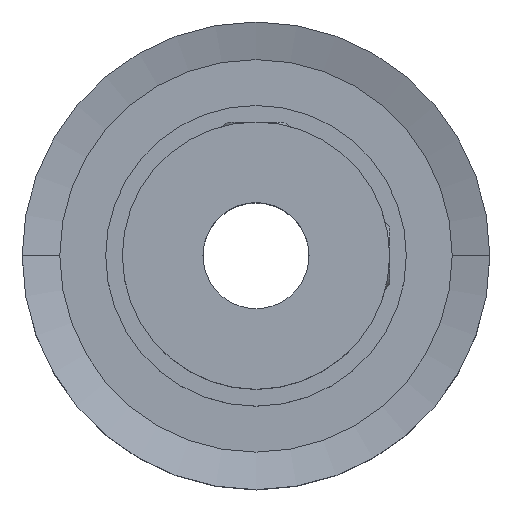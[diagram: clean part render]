
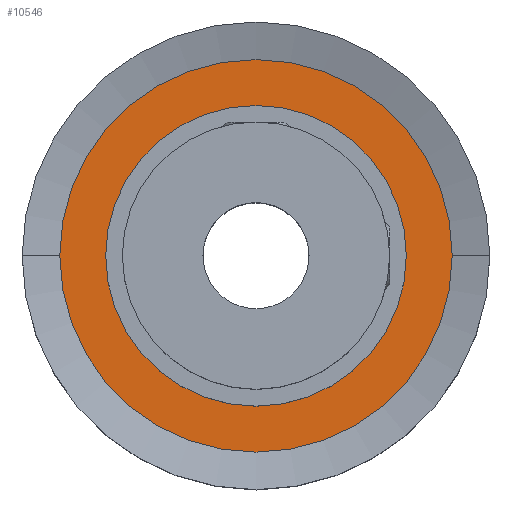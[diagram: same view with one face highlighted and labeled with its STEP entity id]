
A CAD part, top view. The second image highlights one B-rep face of the part: STEP entity #10546.
In plain terms, the highlighted planar face has unit normal (0, 0, 1).
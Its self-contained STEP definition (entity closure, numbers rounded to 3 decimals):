
#100 = ORIENTED_EDGE ( 'NONE', *, *, #4561, .T. ) ;
#322 = VERTEX_POINT ( 'NONE', #7142 ) ;
#832 = DIRECTION ( 'NONE',  ( 0., 0., 1. ) ) ;
#901 = CARTESIAN_POINT ( 'NONE',  ( 0., 0., 10.5 ) ) ;
#937 = EDGE_CURVE ( 'NONE', #322, #6368, #9686, .T. ) ;
#1118 = DIRECTION ( 'NONE',  ( 1., 0., 0. ) ) ;
#1486 = DIRECTION ( 'NONE',  ( 1., 0., 0. ) ) ;
#1604 = VERTEX_POINT ( 'NONE', #7796 ) ;
#1914 = DIRECTION ( 'NONE',  ( 1., 0., 0. ) ) ;
#2082 = CARTESIAN_POINT ( 'NONE',  ( 0., 0., 10.5 ) ) ;
#2680 = FACE_BOUND ( 'NONE', #8121, .T. ) ;
#2737 = AXIS2_PLACEMENT_3D ( 'NONE', #8104, #10343, #13392 ) ;
#2997 = DIRECTION ( 'NONE',  ( 0., 0., 1. ) ) ;
#3039 = CIRCLE ( 'NONE', #4125, 9. ) ;
#3709 = PLANE ( 'NONE',  #10526 ) ;
#4125 = AXIS2_PLACEMENT_3D ( 'NONE', #2082, #8279, #1118 ) ;
#4561 = EDGE_CURVE ( 'NONE', #6368, #322, #8910, .T. ) ;
#5967 = CARTESIAN_POINT ( 'NONE',  ( -9., 0., 10.5 ) ) ;
#6226 = CIRCLE ( 'NONE', #13387, 9. ) ;
#6368 = VERTEX_POINT ( 'NONE', #8942 ) ;
#6671 = DIRECTION ( 'NONE',  ( 0., 0., 1. ) ) ;
#7142 = CARTESIAN_POINT ( 'NONE',  ( -11.75, 0., 10.5 ) ) ;
#7796 = CARTESIAN_POINT ( 'NONE',  ( 9., 0., 10.5 ) ) ;
#7837 = EDGE_CURVE ( 'NONE', #9171, #1604, #3039, .T. ) ;
#8104 = CARTESIAN_POINT ( 'NONE',  ( 0., 0., 10.5 ) ) ;
#8121 = EDGE_LOOP ( 'NONE', ( #8356, #12520 ) ) ;
#8279 = DIRECTION ( 'NONE',  ( 0., 0., 1. ) ) ;
#8356 = ORIENTED_EDGE ( 'NONE', *, *, #12389, .F. ) ;
#8910 = CIRCLE ( 'NONE', #11504, 11.75 ) ;
#8942 = CARTESIAN_POINT ( 'NONE',  ( 11.75, 0., 10.5 ) ) ;
#9171 = VERTEX_POINT ( 'NONE', #5967 ) ;
#9686 = CIRCLE ( 'NONE', #2737, 11.75 ) ;
#10224 = EDGE_LOOP ( 'NONE', ( #100, #11410 ) ) ;
#10236 = FACE_OUTER_BOUND ( 'NONE', #10224, .T. ) ;
#10343 = DIRECTION ( 'NONE',  ( 0., 0., 1. ) ) ;
#10526 = AXIS2_PLACEMENT_3D ( 'NONE', #901, #832, #10980 ) ;
#10546 = ADVANCED_FACE ( 'NONE', ( #10236, #2680 ), #3709, .T. ) ;
#10980 = DIRECTION ( 'NONE',  ( 1., 0., 0. ) ) ;
#11410 = ORIENTED_EDGE ( 'NONE', *, *, #937, .T. ) ;
#11504 = AXIS2_PLACEMENT_3D ( 'NONE', #11763, #6671, #1486 ) ;
#11763 = CARTESIAN_POINT ( 'NONE',  ( 0., 0., 10.5 ) ) ;
#12389 = EDGE_CURVE ( 'NONE', #1604, #9171, #6226, .T. ) ;
#12520 = ORIENTED_EDGE ( 'NONE', *, *, #7837, .F. ) ;
#13387 = AXIS2_PLACEMENT_3D ( 'NONE', #13403, #2997, #1914 ) ;
#13392 = DIRECTION ( 'NONE',  ( 1., 0., 0. ) ) ;
#13403 = CARTESIAN_POINT ( 'NONE',  ( 0., 0., 10.5 ) ) ;
